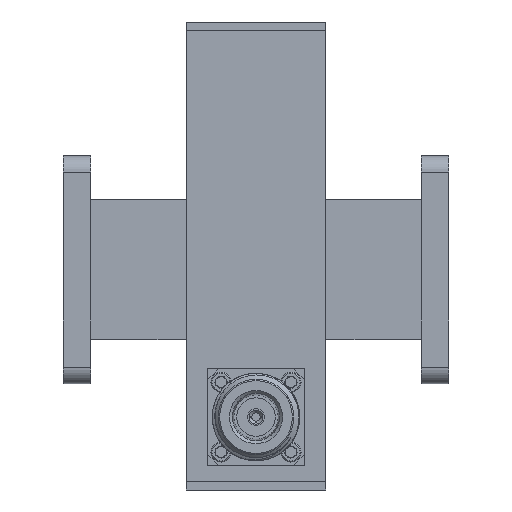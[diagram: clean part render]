
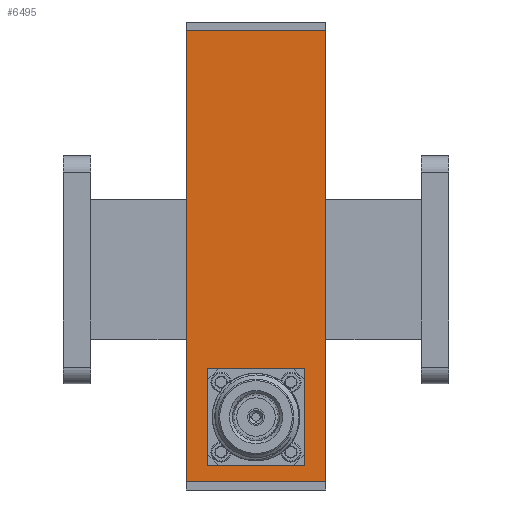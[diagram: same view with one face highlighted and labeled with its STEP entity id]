
A CAD part, front view. The second image highlights one B-rep face of the part: STEP entity #6495.
In plain terms, the highlighted planar face has unit normal (0, -1, 0).
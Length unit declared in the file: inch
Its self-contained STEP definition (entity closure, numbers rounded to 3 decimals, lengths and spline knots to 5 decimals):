
#317 = LINE ( 'NONE', #1397, #2863 ) ;
#425 = LINE ( 'NONE', #3975, #3426 ) ;
#623 = ORIENTED_EDGE ( 'NONE', *, *, #5022, .F. ) ;
#654 = CARTESIAN_POINT ( 'NONE',  ( 0.5, -0.71543, 1.7126 ) ) ;
#677 = LINE ( 'NONE', #4171, #705 ) ;
#705 = VECTOR ( 'NONE', #4825, 39.37008 ) ;
#860 = DIRECTION ( 'NONE',  ( 0., 0., -1. ) ) ;
#871 = DIRECTION ( 'NONE',  ( 0., 0., -1. ) ) ;
#1135 = CARTESIAN_POINT ( 'NONE',  ( -0.5, -0.71543, 1.7126 ) ) ;
#1283 = CARTESIAN_POINT ( 'NONE',  ( -0.5, -0.71543, -1.51575 ) ) ;
#1378 = DIRECTION ( 'NONE',  ( 1., 0., 0. ) ) ;
#1397 = CARTESIAN_POINT ( 'NONE',  ( -0.34469, -0.71543, -1.39783 ) ) ;
#1529 = CARTESIAN_POINT ( 'NONE',  ( 0.5, -0.71543, 1.77165 ) ) ;
#1608 = ORIENTED_EDGE ( 'NONE', *, *, #5017, .F. ) ;
#1708 = EDGE_CURVE ( 'NONE', #5554, #1900, #6790, .T. ) ;
#1900 = VERTEX_POINT ( 'NONE', #6808 ) ;
#2069 = EDGE_CURVE ( 'NONE', #2243, #6679, #677, .T. ) ;
#2175 = ORIENTED_EDGE ( 'NONE', *, *, #1708, .T. ) ;
#2243 = VERTEX_POINT ( 'NONE', #3797 ) ;
#2274 = FACE_OUTER_BOUND ( 'NONE', #3935, .T. ) ;
#2343 = VECTOR ( 'NONE', #5673, 39.37008 ) ;
#2370 = DIRECTION ( 'NONE',  ( -1., 0., 0. ) ) ;
#2386 = EDGE_CURVE ( 'NONE', #1900, #3479, #425, .T. ) ;
#2446 = ORIENTED_EDGE ( 'NONE', *, *, #2069, .F. ) ;
#2488 = VECTOR ( 'NONE', #6708, 39.37008 ) ;
#2571 = DIRECTION ( 'NONE',  ( 1., 0., 0. ) ) ;
#2780 = FACE_BOUND ( 'NONE', #6106, .T. ) ;
#2863 = VECTOR ( 'NONE', #2571, 39.37008 ) ;
#2958 = CARTESIAN_POINT ( 'NONE',  ( 0.5, -0.71543, -1.51575 ) ) ;
#2996 = EDGE_CURVE ( 'NONE', #5211, #4921, #4640, .T. ) ;
#3076 = LINE ( 'NONE', #1529, #6523 ) ;
#3095 = EDGE_CURVE ( 'NONE', #5363, #3479, #4334, .T. ) ;
#3202 = DIRECTION ( 'NONE',  ( -1., 0., 0. ) ) ;
#3281 = ORIENTED_EDGE ( 'NONE', *, *, #3095, .F. ) ;
#3402 = CARTESIAN_POINT ( 'NONE',  ( -0.34469, -0.71543, -1.39783 ) ) ;
#3426 = VECTOR ( 'NONE', #871, 39.37008 ) ;
#3479 = VERTEX_POINT ( 'NONE', #5176 ) ;
#3482 = CARTESIAN_POINT ( 'NONE',  ( -0.5, -0.71543, 1.77165 ) ) ;
#3501 = ORIENTED_EDGE ( 'NONE', *, *, #2386, .T. ) ;
#3797 = CARTESIAN_POINT ( 'NONE',  ( 0.34469, -0.71543, -1.39783 ) ) ;
#3935 = EDGE_LOOP ( 'NONE', ( #1608, #2175, #3501, #3281 ) ) ;
#3975 = CARTESIAN_POINT ( 'NONE',  ( -0.5, -0.71543, 1.77165 ) ) ;
#4171 = CARTESIAN_POINT ( 'NONE',  ( 0.34469, -0.71543, -1.39783 ) ) ;
#4201 = ORIENTED_EDGE ( 'NONE', *, *, #5461, .F. ) ;
#4240 = ORIENTED_EDGE ( 'NONE', *, *, #2996, .F. ) ;
#4334 = LINE ( 'NONE', #1283, #5973 ) ;
#4640 = LINE ( 'NONE', #6757, #2343 ) ;
#4825 = DIRECTION ( 'NONE',  ( 0., 0., 1. ) ) ;
#4896 = DIRECTION ( 'NONE',  ( 0., 1., 0. ) ) ;
#4921 = VERTEX_POINT ( 'NONE', #3402 ) ;
#5017 = EDGE_CURVE ( 'NONE', #5554, #5363, #3076, .T. ) ;
#5022 = EDGE_CURVE ( 'NONE', #4921, #2243, #317, .T. ) ;
#5176 = CARTESIAN_POINT ( 'NONE',  ( -0.5, -0.71543, -1.51575 ) ) ;
#5211 = VERTEX_POINT ( 'NONE', #5335 ) ;
#5335 = CARTESIAN_POINT ( 'NONE',  ( -0.34469, -0.71543, -0.70846 ) ) ;
#5363 = VERTEX_POINT ( 'NONE', #2958 ) ;
#5461 = EDGE_CURVE ( 'NONE', #6679, #5211, #5730, .T. ) ;
#5539 = CARTESIAN_POINT ( 'NONE',  ( 0.34469, -0.71543, -0.70846 ) ) ;
#5554 = VERTEX_POINT ( 'NONE', #654 ) ;
#5673 = DIRECTION ( 'NONE',  ( 0., 0., -1. ) ) ;
#5730 = LINE ( 'NONE', #6221, #2488 ) ;
#5973 = VECTOR ( 'NONE', #2370, 39.37008 ) ;
#6106 = EDGE_LOOP ( 'NONE', ( #623, #4240, #4201, #2446 ) ) ;
#6221 = CARTESIAN_POINT ( 'NONE',  ( -0.34469, -0.71543, -0.70846 ) ) ;
#6495 = ADVANCED_FACE ( 'NONE', ( #2780, #2274 ), #6649, .F. ) ;
#6523 = VECTOR ( 'NONE', #860, 39.37008 ) ;
#6625 = AXIS2_PLACEMENT_3D ( 'NONE', #3482, #4896, #1378 ) ;
#6649 = PLANE ( 'NONE',  #6625 ) ;
#6679 = VERTEX_POINT ( 'NONE', #5539 ) ;
#6708 = DIRECTION ( 'NONE',  ( -1., 0., 0. ) ) ;
#6745 = VECTOR ( 'NONE', #3202, 39.37008 ) ;
#6757 = CARTESIAN_POINT ( 'NONE',  ( -0.34469, -0.71543, -1.39783 ) ) ;
#6790 = LINE ( 'NONE', #1135, #6745 ) ;
#6808 = CARTESIAN_POINT ( 'NONE',  ( -0.5, -0.71543, 1.7126 ) ) ;
